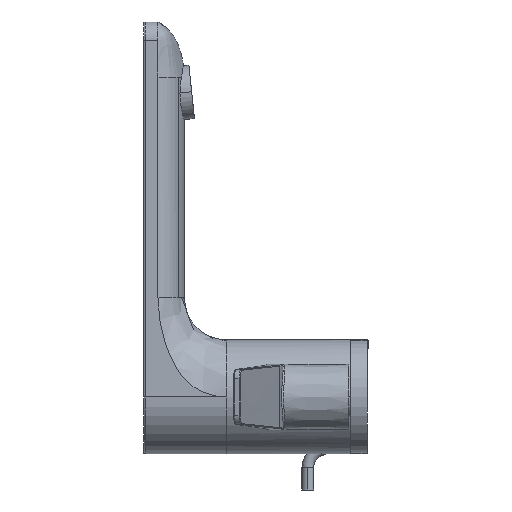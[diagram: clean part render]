
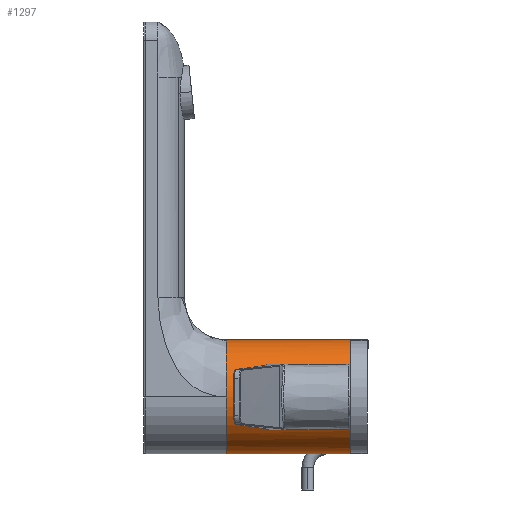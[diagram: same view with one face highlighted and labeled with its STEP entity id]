
A CAD part, left-side view. The second image highlights one B-rep face of the part: STEP entity #1297.
In plain terms, the highlighted cylindrical face has radius 24.25 mm (diameter 48.5 mm), a partial arc.
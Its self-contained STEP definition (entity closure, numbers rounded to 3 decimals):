
#197 = DIRECTION ( 'NONE',  ( 0., -1., 0. ) ) ;
#205 = CARTESIAN_POINT ( 'NONE',  ( -48.5, 0.915, -24.25 ) ) ;
#376 = CARTESIAN_POINT ( 'NONE',  ( 0., 0., 24.25 ) ) ;
#450 = VERTEX_POINT ( 'NONE', #9778 ) ;
#537 = VECTOR ( 'NONE', #2212, 1000. ) ;
#593 = EDGE_CURVE ( 'NONE', #450, #7433, #2686, .T. ) ;
#616 = EDGE_LOOP ( 'NONE', ( #6168, #3418, #1506, #3590, #7376 ) ) ;
#790 = EDGE_CURVE ( 'NONE', #1520, #8676, #5119, .T. ) ;
#1297 = ADVANCED_FACE ( 'NONE', ( #4268 ), #5840, .T. ) ;
#1506 = ORIENTED_EDGE ( 'NONE', *, *, #7056, .T. ) ;
#1520 = VERTEX_POINT ( 'NONE', #7878 ) ;
#2212 = DIRECTION ( 'NONE',  ( 0., -1., 0. ) ) ;
#2407 = CARTESIAN_POINT ( 'NONE',  ( 0., 60., 0. ) ) ;
#2686 = B_SPLINE_CURVE_WITH_KNOTS ( 'NONE', 3,
 ( #7583, #7960, #7172, #7270, #8152, #6441, #6479, #6349, #6272, #7064, #6391, #5898, #5654, #5784, #5478, #5372, #3831, #5167 ),
 .UNSPECIFIED., .F., .F.,
 ( 4, 2, 2, 2, 2, 2, 2, 2, 4 ),
 ( 0., 0.125, 0.25, 0.375, 0.5, 0.625, 0.75, 0.875, 1. ),
 .UNSPECIFIED. ) ;
#2789 = AXIS2_PLACEMENT_3D ( 'NONE', #3944, #197, #8344 ) ;
#2943 = CARTESIAN_POINT ( 'NONE',  ( -48.5, 0.086, 24.25 ) ) ;
#3023 = VERTEX_POINT ( 'NONE', #4678 ) ;
#3312 = DIRECTION ( 'NONE',  ( 0., 0., 1. ) ) ;
#3418 = ORIENTED_EDGE ( 'NONE', *, *, #593, .T. ) ;
#3590 = ORIENTED_EDGE ( 'NONE', *, *, #790, .T. ) ;
#3831 = CARTESIAN_POINT ( 'NONE',  ( -24.25, 60., 1.587 ) ) ;
#3944 = CARTESIAN_POINT ( 'NONE',  ( 0., 0., 0. ) ) ;
#4045 = CARTESIAN_POINT ( 'NONE',  ( 0., 0., -24.25 ) ) ;
#4268 = FACE_OUTER_BOUND ( 'NONE', #616, .T. ) ;
#4678 = CARTESIAN_POINT ( 'NONE',  ( 0., 0.086, 24.25 ) ) ;
#5119 = LINE ( 'NONE', #4045, #11692 ) ;
#5167 = CARTESIAN_POINT ( 'NONE',  ( -24.25, 60., 0. ) ) ;
#5372 = CARTESIAN_POINT ( 'NONE',  ( -24.094, 60., 3.174 ) ) ;
#5478 = CARTESIAN_POINT ( 'NONE',  ( -23.474, 60., 6.288 ) ) ;
#5654 = CARTESIAN_POINT ( 'NONE',  ( -21.797, 60., 10.746 ) ) ;
#5784 = CARTESIAN_POINT ( 'NONE',  ( -23.011, 60., 7.814 ) ) ;
#5840 = CYLINDRICAL_SURFACE ( 'NONE', #2789, 24.25 ) ;
#5898 = CARTESIAN_POINT ( 'NONE',  ( -21.045, 60., 12.153 ) ) ;
#6168 = ORIENTED_EDGE ( 'NONE', *, *, #9963, .F. ) ;
#6272 = CARTESIAN_POINT ( 'NONE',  ( -16.025, 60., 18.269 ) ) ;
#6349 = CARTESIAN_POINT ( 'NONE',  ( -14.793, 60., 19.281 ) ) ;
#6391 = CARTESIAN_POINT ( 'NONE',  ( -19.281, 60., 14.792 ) ) ;
#6441 = CARTESIAN_POINT ( 'NONE',  ( -10.747, 59.999, 21.797 ) ) ;
#6479 = CARTESIAN_POINT ( 'NONE',  ( -12.153, 59.999, 21.045 ) ) ;
#6598 =( BOUNDED_CURVE ( )  B_SPLINE_CURVE ( 3, ( #7463, #205, #2943, #9258 ),
 .UNSPECIFIED., .F., .F. ) 
 B_SPLINE_CURVE_WITH_KNOTS ( ( 4, 4 ),
 ( 3.142, 6.283 ),
 .UNSPECIFIED. ) 
 CURVE ( )  GEOMETRIC_REPRESENTATION_ITEM ( )  RATIONAL_B_SPLINE_CURVE ( ( 1., 0.333, 0.333, 1. ) ) 
 REPRESENTATION_ITEM ( '' )  );
#6829 = AXIS2_PLACEMENT_3D ( 'NONE', #2407, #8704, #3312 ) ;
#7056 = EDGE_CURVE ( 'NONE', #7433, #1520, #11670, .T. ) ;
#7064 = CARTESIAN_POINT ( 'NONE',  ( -18.27, 60., 16.025 ) ) ;
#7172 = CARTESIAN_POINT ( 'NONE',  ( -3.175, 59.999, 24.094 ) ) ;
#7270 = CARTESIAN_POINT ( 'NONE',  ( -6.288, 59.999, 23.474 ) ) ;
#7376 = ORIENTED_EDGE ( 'NONE', *, *, #9128, .T. ) ;
#7433 = VERTEX_POINT ( 'NONE', #8471 ) ;
#7463 = CARTESIAN_POINT ( 'NONE',  ( 0., 0.915, -24.25 ) ) ;
#7583 = CARTESIAN_POINT ( 'NONE',  ( 0., 59.999, 24.25 ) ) ;
#7753 = LINE ( 'NONE', #376, #537 ) ;
#7878 = CARTESIAN_POINT ( 'NONE',  ( 0., 60., -24.25 ) ) ;
#7960 = CARTESIAN_POINT ( 'NONE',  ( -1.588, 59.999, 24.25 ) ) ;
#8152 = CARTESIAN_POINT ( 'NONE',  ( -7.814, 59.999, 23.011 ) ) ;
#8344 = DIRECTION ( 'NONE',  ( 0., 0., -1. ) ) ;
#8471 = CARTESIAN_POINT ( 'NONE',  ( -24.25, 60., 0. ) ) ;
#8676 = VERTEX_POINT ( 'NONE', #10811 ) ;
#8704 = DIRECTION ( 'NONE',  ( 0., -1., 0. ) ) ;
#9128 = EDGE_CURVE ( 'NONE', #8676, #3023, #6598, .T. ) ;
#9258 = CARTESIAN_POINT ( 'NONE',  ( 0., 0.086, 24.25 ) ) ;
#9778 = CARTESIAN_POINT ( 'NONE',  ( 0., 59.999, 24.25 ) ) ;
#9963 = EDGE_CURVE ( 'NONE', #450, #3023, #7753, .T. ) ;
#10811 = CARTESIAN_POINT ( 'NONE',  ( 0., 0.915, -24.25 ) ) ;
#11670 = CIRCLE ( 'NONE', #6829, 24.25 ) ;
#11692 = VECTOR ( 'NONE', #11695, 1000. ) ;
#11695 = DIRECTION ( 'NONE',  ( 0., -1., 0. ) ) ;
